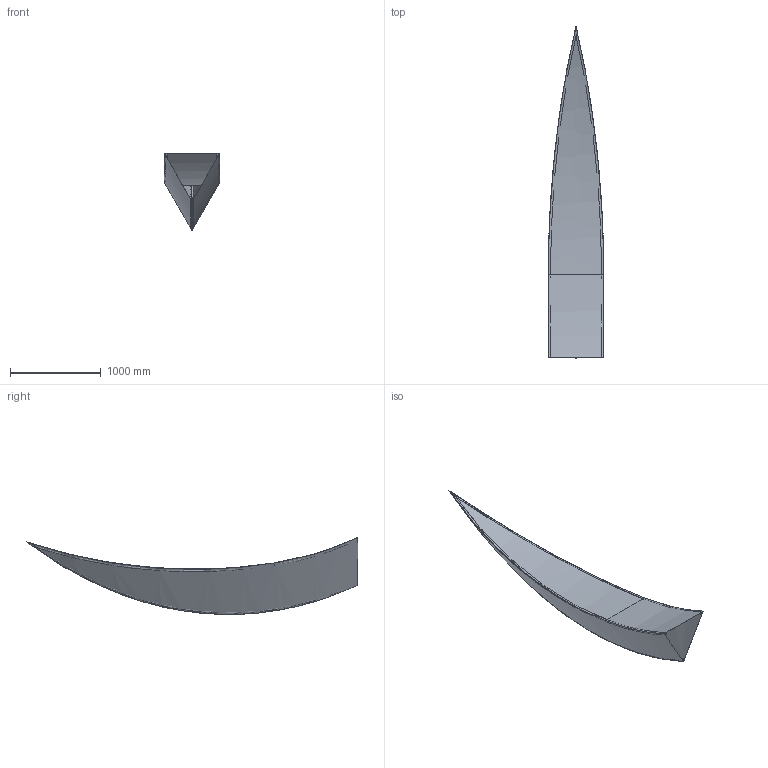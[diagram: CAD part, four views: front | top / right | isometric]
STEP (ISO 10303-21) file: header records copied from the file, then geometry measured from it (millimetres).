
FILE_DESCRIPTION (( 'STEP AP203' ), '1' );
FILE_NAME ('D_feather.STEP', '2009-11-19T12:50:52', ( 'Bugs Bunny' ), ( 'Warner Brothers Movie World' ), 'SwSTEP 2.0', 'SolidWorks 2009', '' );
FILE_SCHEMA (( 'CONFIG_CONTROL_DESIGN' ));
Length unit declared in the file: foot
Products named in the file (7): D_innersheet; D_tube_spine; D_sidesheet_mirror; D_feather; D_sidesheet; D_tube_side_mirror; D_tube_side
Assembly tree (6 placements, depth 2):
  D_feather
    D_tube_side
    D_innersheet
    D_sidesheet
    D_tube_spine
    D_sidesheet_mirror
    D_tube_side_mirror
Bounding box: 610.63 x 3657.6 x 847.87 mm (x, y, z)
Volume: 9650877.8 mm3; surface area: 11146224.8 mm2
Topology: 6 solids, 6 shells, 38 faces, 70 edges, 44 vertices
Faces by surface type: bspline 22, cylinder 9, plane 7
Entity records: 18477 total; most frequent: CARTESIAN_POINT 17139, ORIENTED_EDGE 140, DIRECTION 80, EDGE_CURVE 70, PERSON_AND_ORGANIZATION 62, B_SPLINE_CURVE_WITH_KNOTS 50, DATE_AND_TIME 47, CALENDAR_DATE 47
